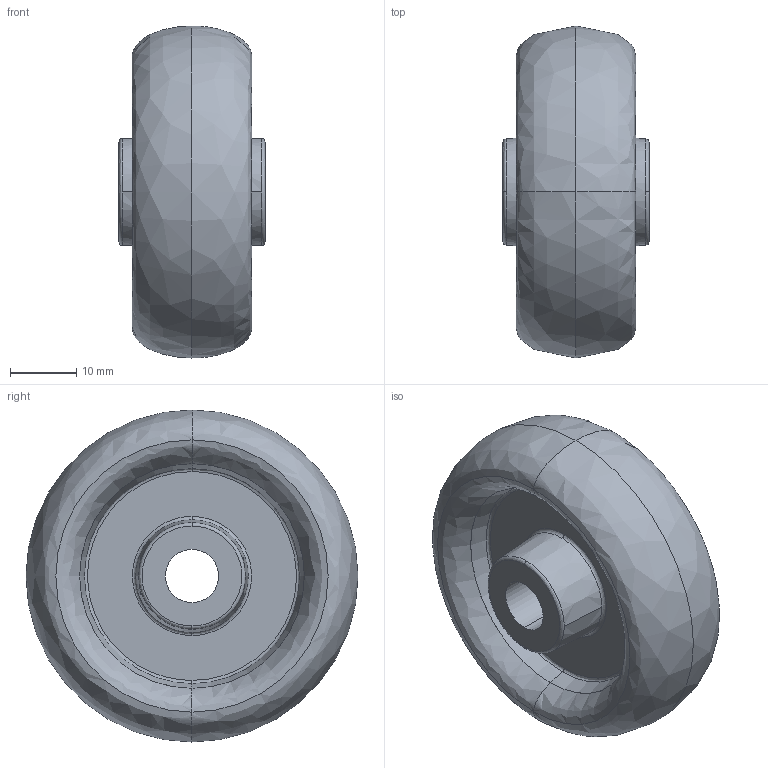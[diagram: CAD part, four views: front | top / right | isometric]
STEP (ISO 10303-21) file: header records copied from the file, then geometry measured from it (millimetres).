
FILE_DESCRIPTION (( 'STEP AP214' ), '1' );
FILE_NAME ('0022478_TPGK-050-18-22-G08.step', '2017-11-27T12:59:06', ( '' ), ( '' ), 'SwSTEP 2.0', 'SolidWorks 2016', '' );
FILE_SCHEMA (( 'AUTOMOTIVE_DESIGN' ));
Length unit declared in the file: millimetre
Products named in the file (1): 0022478_TPGK-050-18-22-G08
Bounding box: 22 x 50 x 50 mm (x, y, z)
Volume: 23000.1 mm3; surface area: 13600.8 mm2
Topology: 2 solids, 2 shells, 62 faces, 144 edges, 90 vertices
Faces by surface type: bspline 32, cone 12, plane 8, torus 8, cylinder 2
Entity records: 3603 total; most frequent: CARTESIAN_POINT 1533, DIRECTION 296, ORIENTED_EDGE 288, EDGE_CURVE 144, AXIS2_PLACEMENT_3D 141, CIRCLE 110, VERTEX_POINT 90, EDGE_LOOP 70
